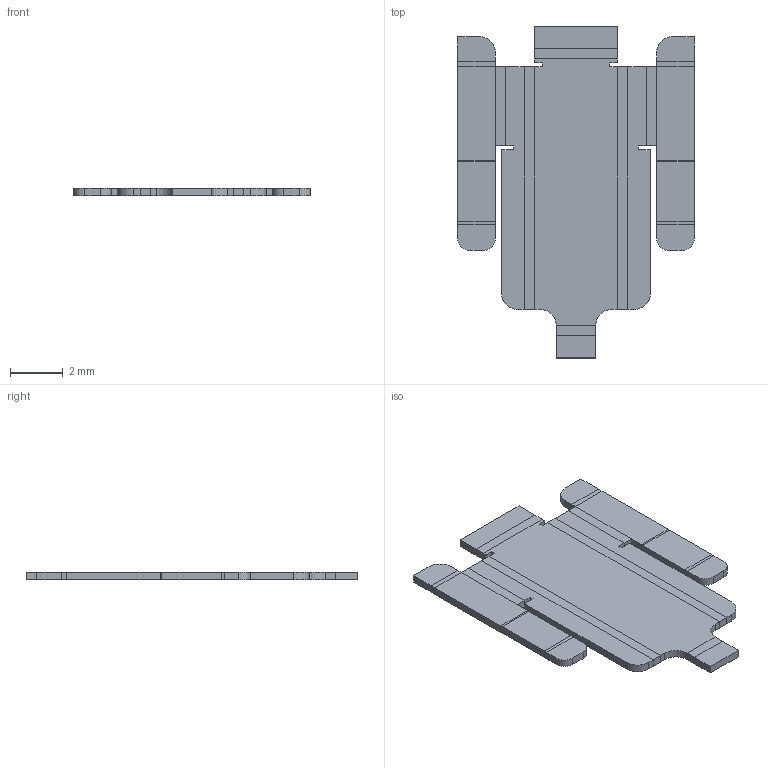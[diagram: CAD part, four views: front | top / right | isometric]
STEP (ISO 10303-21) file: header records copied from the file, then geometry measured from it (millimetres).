
FILE_DESCRIPTION(/* description */ ('Alibre Inc.'),/* implementation_level */ '2;1');
FILE_NAME(/* name */ 'export0',/* time_stamp */ '2015-03-05T04:38:43+08:00',/* author */ (''),/* organization */ (''),/* preprocessor_version */ 'ST-DEVELOPER v14',/* originating_system */ 'Alibre',/* authorisation */ '');
FILE_SCHEMA (('AUTOMOTIVE_DESIGN'));
Length unit declared in the file: centimetre
Bounding box: 8.96 x 12.58 x 0.3 mm (x, y, z)
Volume: 25 mm3; surface area: 186.1 mm2
Topology: 1 solids, 1 shells, 132 faces, 294 edges, 164 vertices
Faces by surface type: plane 122, cylinder 10
Entity records: 3347 total; most frequent: ORIENTED_EDGE 588, CARTESIAN_POINT 586, DIRECTION 452, EDGE_CURVE 294, VECTOR 270, LINE 270, VERTEX_POINT 164, AXIS2_PLACEMENT_3D 152
